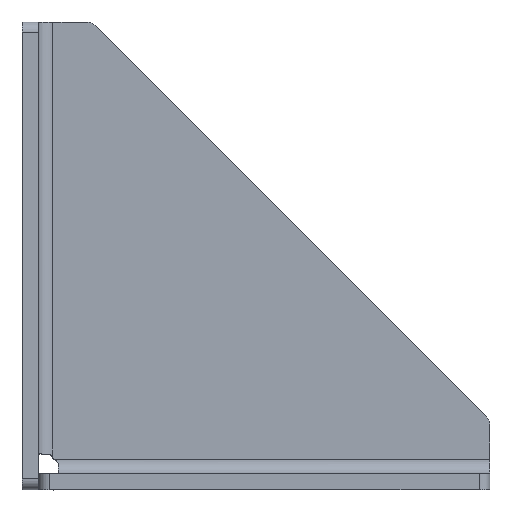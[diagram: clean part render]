
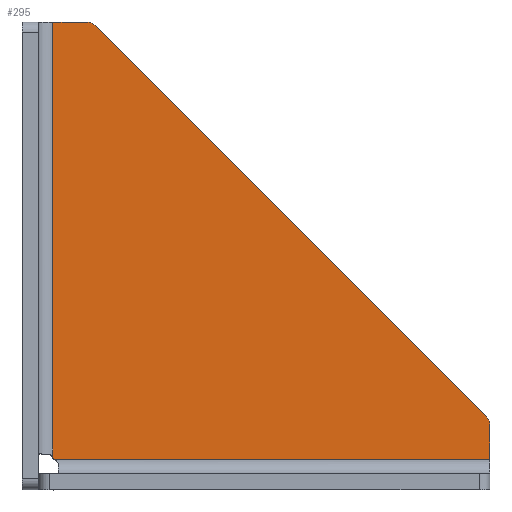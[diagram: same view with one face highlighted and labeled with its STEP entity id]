
A CAD part, top view. The second image highlights one B-rep face of the part: STEP entity #295.
In plain terms, the highlighted planar face has unit normal (0, 0, 1).
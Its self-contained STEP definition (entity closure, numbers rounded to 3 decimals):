
#52 = AXIS2_PLACEMENT_3D ( 'NONE', #1541, #1029, #478 ) ;
#78 = DIRECTION ( 'NONE',  ( 1., 0., 0. ) ) ;
#81 = CARTESIAN_POINT ( 'NONE',  ( 86.414, 13.586, 0. ) ) ;
#91 = CARTESIAN_POINT ( 'NONE',  ( 12.172, 85., 0. ) ) ;
#93 = EDGE_CURVE ( 'NONE', #1220, #362, #1161, .T. ) ;
#102 = EDGE_CURVE ( 'NONE', #495, #1813, #1509, .T. ) ;
#116 = ORIENTED_EDGE ( 'NONE', *, *, #358, .T. ) ;
#161 = CARTESIAN_POINT ( 'NONE',  ( 0., 87., 0. ) ) ;
#168 = CIRCLE ( 'NONE', #1084, 2. ) ;
#176 = CARTESIAN_POINT ( 'NONE',  ( 87., 12.172, 0. ) ) ;
#249 = DIRECTION ( 'NONE',  ( 0., 0., 1. ) ) ;
#273 = VERTEX_POINT ( 'NONE', #556 ) ;
#295 = ADVANCED_FACE ( 'NONE', ( #543 ), #2177, .T. ) ;
#297 = DIRECTION ( 'NONE',  ( 0., 1., 0. ) ) ;
#301 = VERTEX_POINT ( 'NONE', #176 ) ;
#358 = EDGE_CURVE ( 'NONE', #1813, #273, #747, .T. ) ;
#362 = VERTEX_POINT ( 'NONE', #2355 ) ;
#369 = CIRCLE ( 'NONE', #52, 1. ) ;
#390 = EDGE_CURVE ( 'NONE', #1220, #301, #1375, .T. ) ;
#397 = CARTESIAN_POINT ( 'NONE',  ( 0., 0., 0. ) ) ;
#444 = EDGE_LOOP ( 'NONE', ( #2199, #1394, #1810, #2202, #740, #1930, #591, #116 ) ) ;
#478 = DIRECTION ( 'NONE',  ( 1., 0., 0. ) ) ;
#495 = VERTEX_POINT ( 'NONE', #638 ) ;
#498 = EDGE_CURVE ( 'NONE', #879, #362, #369, .T. ) ;
#502 = EDGE_CURVE ( 'NONE', #301, #1827, #168, .T. ) ;
#528 = VECTOR ( 'NONE', #529, 1000. ) ;
#529 = DIRECTION ( 'NONE',  ( -0.707, 0.707, 0. ) ) ;
#543 = FACE_OUTER_BOUND ( 'NONE', #444, .T. ) ;
#556 = CARTESIAN_POINT ( 'NONE',  ( 5.7, 87., 0. ) ) ;
#576 = DIRECTION ( 'NONE',  ( 1., 0., 0. ) ) ;
#591 = ORIENTED_EDGE ( 'NONE', *, *, #102, .T. ) ;
#638 = CARTESIAN_POINT ( 'NONE',  ( 13.586, 86.414, 0. ) ) ;
#676 = VECTOR ( 'NONE', #297, 1000. ) ;
#740 = ORIENTED_EDGE ( 'NONE', *, *, #502, .T. ) ;
#747 = LINE ( 'NONE', #161, #1742 ) ;
#787 = CARTESIAN_POINT ( 'NONE',  ( 5.7, 0., 0. ) ) ;
#813 = CARTESIAN_POINT ( 'NONE',  ( 87., 0., 0. ) ) ;
#879 = VERTEX_POINT ( 'NONE', #2248 ) ;
#956 = DIRECTION ( 'NONE',  ( 0., 1., 0. ) ) ;
#1012 = EDGE_CURVE ( 'NONE', #1827, #495, #1419, .T. ) ;
#1016 = AXIS2_PLACEMENT_3D ( 'NONE', #91, #249, #78 ) ;
#1029 = DIRECTION ( 'NONE',  ( 0., 0., 1. ) ) ;
#1084 = AXIS2_PLACEMENT_3D ( 'NONE', #1387, #1911, #1202 ) ;
#1161 = LINE ( 'NONE', #1522, #1210 ) ;
#1202 = DIRECTION ( 'NONE',  ( 1., 0., 0. ) ) ;
#1210 = VECTOR ( 'NONE', #1885, 1000. ) ;
#1218 = CARTESIAN_POINT ( 'NONE',  ( 13., 87., 0. ) ) ;
#1220 = VERTEX_POINT ( 'NONE', #1490 ) ;
#1373 = CARTESIAN_POINT ( 'NONE',  ( 12.172, 87., 0. ) ) ;
#1375 = LINE ( 'NONE', #813, #676 ) ;
#1387 = CARTESIAN_POINT ( 'NONE',  ( 85., 12.172, 0. ) ) ;
#1394 = ORIENTED_EDGE ( 'NONE', *, *, #498, .T. ) ;
#1419 = LINE ( 'NONE', #1218, #528 ) ;
#1488 = LINE ( 'NONE', #787, #1635 ) ;
#1490 = CARTESIAN_POINT ( 'NONE',  ( 87., 5.7, 0. ) ) ;
#1509 = CIRCLE ( 'NONE', #1016, 2. ) ;
#1522 = CARTESIAN_POINT ( 'NONE',  ( 87., 5.7, 0. ) ) ;
#1541 = CARTESIAN_POINT ( 'NONE',  ( 6.523, 6.523, 0. ) ) ;
#1635 = VECTOR ( 'NONE', #956, 1000. ) ;
#1673 = EDGE_CURVE ( 'NONE', #879, #273, #1488, .T. ) ;
#1742 = VECTOR ( 'NONE', #1809, 1000. ) ;
#1809 = DIRECTION ( 'NONE',  ( -1., 0., 0. ) ) ;
#1810 = ORIENTED_EDGE ( 'NONE', *, *, #93, .F. ) ;
#1813 = VERTEX_POINT ( 'NONE', #1373 ) ;
#1827 = VERTEX_POINT ( 'NONE', #81 ) ;
#1864 = AXIS2_PLACEMENT_3D ( 'NONE', #397, #2216, #576 ) ;
#1885 = DIRECTION ( 'NONE',  ( -1., 0., 0. ) ) ;
#1911 = DIRECTION ( 'NONE',  ( 0., 0., 1. ) ) ;
#1930 = ORIENTED_EDGE ( 'NONE', *, *, #1012, .T. ) ;
#2177 = PLANE ( 'NONE',  #1864 ) ;
#2199 = ORIENTED_EDGE ( 'NONE', *, *, #1673, .F. ) ;
#2202 = ORIENTED_EDGE ( 'NONE', *, *, #390, .T. ) ;
#2216 = DIRECTION ( 'NONE',  ( 0., 0., 1. ) ) ;
#2248 = CARTESIAN_POINT ( 'NONE',  ( 5.7, 5.955, 0. ) ) ;
#2355 = CARTESIAN_POINT ( 'NONE',  ( 5.955, 5.7, 0. ) ) ;
